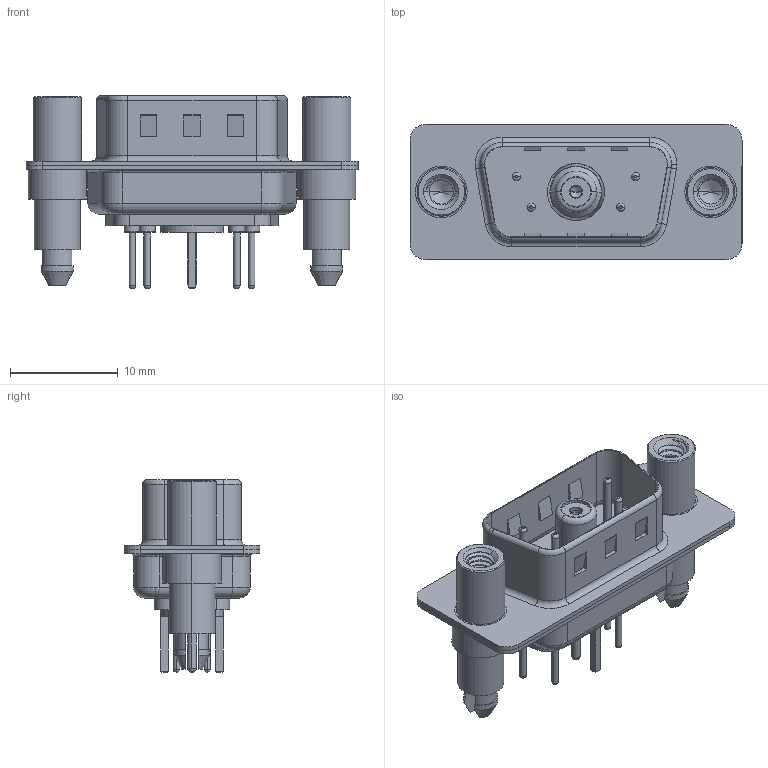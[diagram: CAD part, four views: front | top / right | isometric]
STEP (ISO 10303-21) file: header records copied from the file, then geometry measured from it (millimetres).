
FILE_DESCRIPTION (( 'STEP AP203' ), '1' );
FILE_NAME ('627-5W1-224-5TE.STEP', '2019-05-24T08:55:32', ( '' ), ( '' ), 'SwSTEP 2.0', 'SolidWorks 2016', '' );
FILE_SCHEMA (( 'CONFIG_CONTROL_DESIGN' ));
Length unit declared in the file: millimetre
Products named in the file (14): 627Combo Threaded Standoff and Boardlock_6; 627Combo Housing_5W1; 627Combo Contact Row 1_24; 627Combo Shell Rear_09 Contacts; 627Combo Contact Row 2_24; 627Combo Shell Front_09 Contacts; 627-5W1-224-5TE; 627Combo Threaded Standoff and Boardlock_E; Insulator Socket 2; Co-Ax Jack_Straight PC Tail; Locking Collar; Insulator Socket; Socket_Str; Co-Ax Jack Assy_S
Assembly tree (15 placements, depth 3):
  627-5W1-224-5TE
    627Combo Housing_5W1
    627Combo Shell Rear_09 Contacts
    627Combo Shell Front_09 Contacts
    627Combo Threaded Standoff and Boardlock_E
    Co-Ax Jack Assy_S
      Co-Ax Jack_Straight PC Tail
      Insulator Socket
      Insulator Socket 2
      Locking Collar
      Socket_Str
    627Combo Threaded Standoff and Boardlock_6
    627Combo Contact Row 1_24  x2
    627Combo Contact Row 2_24  x2
Bounding box: 30.8 x 12.6 x 17.9 mm (x, y, z)
Volume: 1672 mm3; surface area: 4419.3 mm2
Topology: 14 solids, 14 shells, 618 faces, 1436 edges, 891 vertices
Faces by surface type: cylinder 264, plane 200, torus 118, cone 26, bspline 8, sphere 2
Entity records: 20085 total; most frequent: CARTESIAN_POINT 5428, DIRECTION 2930, ORIENTED_EDGE 2628, EDGE_CURVE 1314, AXIS2_PLACEMENT_3D 1169, VERTEX_POINT 827, EDGE_LOOP 649, CIRCLE 598
